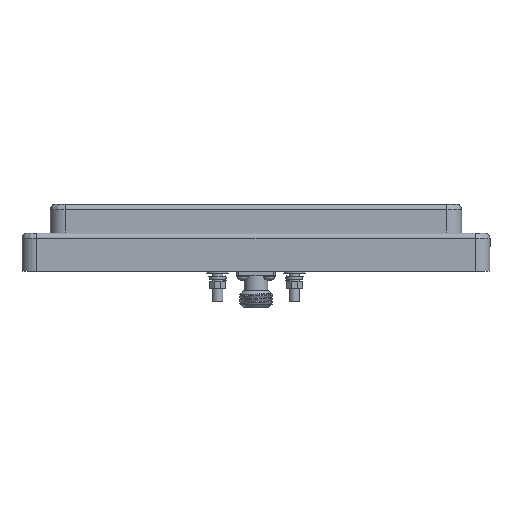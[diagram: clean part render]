
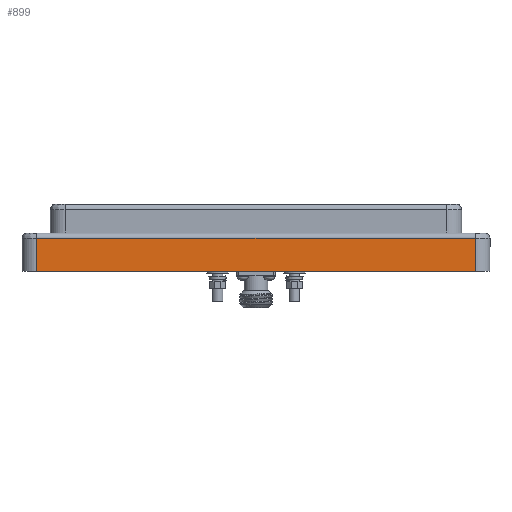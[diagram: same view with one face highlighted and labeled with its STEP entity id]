
A CAD part, front view. The second image highlights one B-rep face of the part: STEP entity #899.
In plain terms, the highlighted planar face has unit normal (0, -1, 0).
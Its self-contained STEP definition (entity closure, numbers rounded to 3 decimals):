
#175 = ORIENTED_EDGE ( 'NONE', *, *, #929, .T. ) ;
#899 = ADVANCED_FACE ( 'NONE', ( #15543 ), #11532, .F. ) ;
#922 = VECTOR ( 'NONE', #13412, 1000. ) ;
#929 = EDGE_CURVE ( 'NONE', #6366, #6276, #15881, .T. ) ;
#1347 = ORIENTED_EDGE ( 'NONE', *, *, #4496, .F. ) ;
#1742 = VERTEX_POINT ( 'NONE', #11161 ) ;
#3264 = ORIENTED_EDGE ( 'NONE', *, *, #8194, .F. ) ;
#4078 = LINE ( 'NONE', #6515, #4176 ) ;
#4176 = VECTOR ( 'NONE', #14175, 1000. ) ;
#4181 = CARTESIAN_POINT ( 'NONE',  ( -102.5, -109.5, 0. ) ) ;
#4377 = DIRECTION ( 'NONE',  ( 1., 0., 0. ) ) ;
#4496 = EDGE_CURVE ( 'NONE', #1742, #7022, #5684, .T. ) ;
#5684 = LINE ( 'NONE', #14489, #922 ) ;
#6276 = VERTEX_POINT ( 'NONE', #7390 ) ;
#6366 = VERTEX_POINT ( 'NONE', #4181 ) ;
#6515 = CARTESIAN_POINT ( 'NONE',  ( 102.5, -109.5, 31.5 ) ) ;
#7022 = VERTEX_POINT ( 'NONE', #7700 ) ;
#7390 = CARTESIAN_POINT ( 'NONE',  ( 102.5, -109.5, 0. ) ) ;
#7668 = DIRECTION ( 'NONE',  ( 0., 1., 0. ) ) ;
#7700 = CARTESIAN_POINT ( 'NONE',  ( 102.5, -109.5, 15.5 ) ) ;
#7985 = VECTOR ( 'NONE', #4377, 1000. ) ;
#8194 = EDGE_CURVE ( 'NONE', #7022, #6276, #4078, .T. ) ;
#8337 = CARTESIAN_POINT ( 'NONE',  ( 0., -109.5, 0. ) ) ;
#9504 = DIRECTION ( 'NONE',  ( 0., 0., 1. ) ) ;
#9653 = EDGE_CURVE ( 'NONE', #6366, #1742, #10752, .T. ) ;
#10752 = LINE ( 'NONE', #16186, #12652 ) ;
#11161 = CARTESIAN_POINT ( 'NONE',  ( -102.5, -109.5, 15.5 ) ) ;
#11392 = ORIENTED_EDGE ( 'NONE', *, *, #9653, .F. ) ;
#11532 = PLANE ( 'NONE',  #12285 ) ;
#12285 = AXIS2_PLACEMENT_3D ( 'NONE', #16557, #7668, #12791 ) ;
#12652 = VECTOR ( 'NONE', #9504, 1000. ) ;
#12791 = DIRECTION ( 'NONE',  ( 0., 0., 1. ) ) ;
#13412 = DIRECTION ( 'NONE',  ( 1., 0., 0. ) ) ;
#14175 = DIRECTION ( 'NONE',  ( 0., 0., -1. ) ) ;
#14489 = CARTESIAN_POINT ( 'NONE',  ( -109.5, -109.5, 15.5 ) ) ;
#14634 = EDGE_LOOP ( 'NONE', ( #1347, #11392, #175, #3264 ) ) ;
#15543 = FACE_OUTER_BOUND ( 'NONE', #14634, .T. ) ;
#15881 = LINE ( 'NONE', #8337, #7985 ) ;
#16186 = CARTESIAN_POINT ( 'NONE',  ( -102.5, -109.5, 31.5 ) ) ;
#16557 = CARTESIAN_POINT ( 'NONE',  ( -109.5, -109.5, 31.5 ) ) ;
